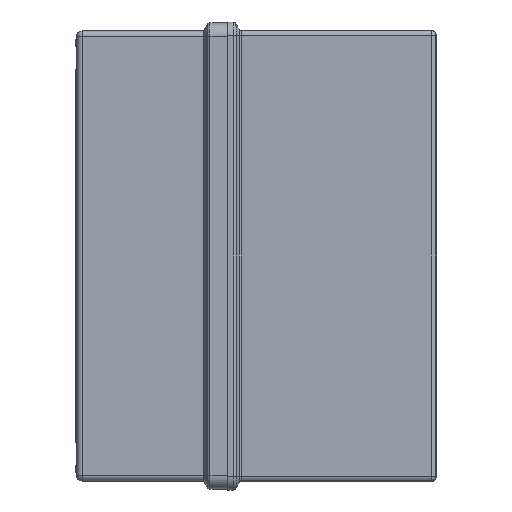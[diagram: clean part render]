
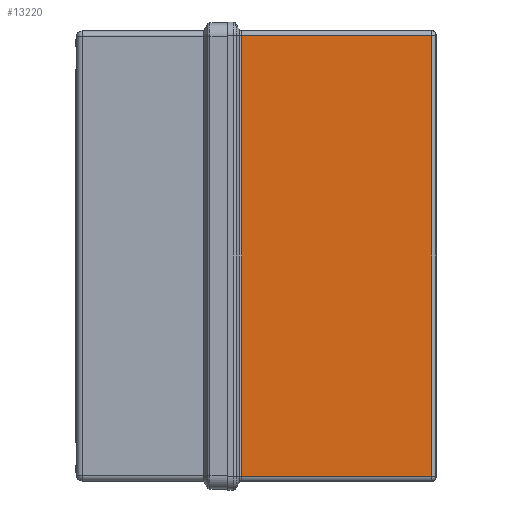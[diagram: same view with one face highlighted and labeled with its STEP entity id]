
A CAD part, left-side view. The second image highlights one B-rep face of the part: STEP entity #13220.
In plain terms, the highlighted planar face has unit normal (-1, 0, 0).
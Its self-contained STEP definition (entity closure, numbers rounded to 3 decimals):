
#1232 = CARTESIAN_POINT ( 'NONE',  ( -82.1, -74.31, -80.3 ) ) ;
#1308 = CARTESIAN_POINT ( 'NONE',  ( -82.1, -5.083, 80.3 ) ) ;
#1437 = CARTESIAN_POINT ( 'NONE',  ( -82.1, -5.083, -80.3 ) ) ;
#1442 = CARTESIAN_POINT ( 'NONE',  ( -82.1, -74.31, 80.3 ) ) ;
#4845 = VERTEX_POINT ( 'NONE', #1232 ) ;
#4925 = VERTEX_POINT ( 'NONE', #1308 ) ;
#5016 = VERTEX_POINT ( 'NONE', #1442 ) ;
#5021 = VERTEX_POINT ( 'NONE', #1437 ) ;
#6572 = CARTESIAN_POINT ( 'NONE',  ( -82.1, -75.81, 80.3 ) ) ;
#6603 = DIRECTION ( 'NONE',  ( 0., 1., 0. ) ) ;
#13220 = ADVANCED_FACE ( 'NONE', ( #46816 ), #56307, .T. ) ;
#15069 = DIRECTION ( 'NONE',  ( 0., -1., 0. ) ) ;
#15078 = CARTESIAN_POINT ( 'NONE',  ( -82.1, -75.81, -80.3 ) ) ;
#15148 = CARTESIAN_POINT ( 'NONE',  ( -82.1, -5.083, -82.1 ) ) ;
#15153 = DIRECTION ( 'NONE',  ( 0., 0., -1. ) ) ;
#15155 = DIRECTION ( 'NONE',  ( 0., 0., 1. ) ) ;
#15158 = CARTESIAN_POINT ( 'NONE',  ( -82.1, -74.31, 80.3 ) ) ;
#19571 = EDGE_CURVE ( 'NONE', #5016, #4925, #25419, .T. ) ;
#19645 = EDGE_CURVE ( 'NONE', #5021, #4845, #25558, .T. ) ;
#19670 = EDGE_CURVE ( 'NONE', #4845, #5016, #25639, .T. ) ;
#19678 = EDGE_CURVE ( 'NONE', #4925, #5021, #25632, .T. ) ;
#21199 = AXIS2_PLACEMENT_3D ( 'NONE', #56280, #56281, #56284 ) ;
#25419 = LINE ( 'NONE', #6572, #25445 ) ;
#25445 = VECTOR ( 'NONE', #6603, 1000. ) ;
#25558 = LINE ( 'NONE', #15078, #25559 ) ;
#25559 = VECTOR ( 'NONE', #15069, 1000. ) ;
#25622 = VECTOR ( 'NONE', #15153, 1000. ) ;
#25632 = LINE ( 'NONE', #15148, #25622 ) ;
#25639 = LINE ( 'NONE', #15158, #25655 ) ;
#25655 = VECTOR ( 'NONE', #15155, 1000. ) ;
#32273 = EDGE_LOOP ( 'NONE', ( #55416, #55412, #55421, #55409 ) ) ;
#46816 = FACE_OUTER_BOUND ( 'NONE', #32273, .T. ) ;
#55409 = ORIENTED_EDGE ( 'NONE', *, *, #19678, .T. ) ;
#55412 = ORIENTED_EDGE ( 'NONE', *, *, #19670, .T. ) ;
#55416 = ORIENTED_EDGE ( 'NONE', *, *, #19645, .T. ) ;
#55421 = ORIENTED_EDGE ( 'NONE', *, *, #19571, .T. ) ;
#56280 = CARTESIAN_POINT ( 'NONE',  ( -82.1, -75.81, -82.1 ) ) ;
#56281 = DIRECTION ( 'NONE',  ( -1., 0., 0. ) ) ;
#56284 = DIRECTION ( 'NONE',  ( 0., 0., 1. ) ) ;
#56307 = PLANE ( 'NONE',  #21199 ) ;
